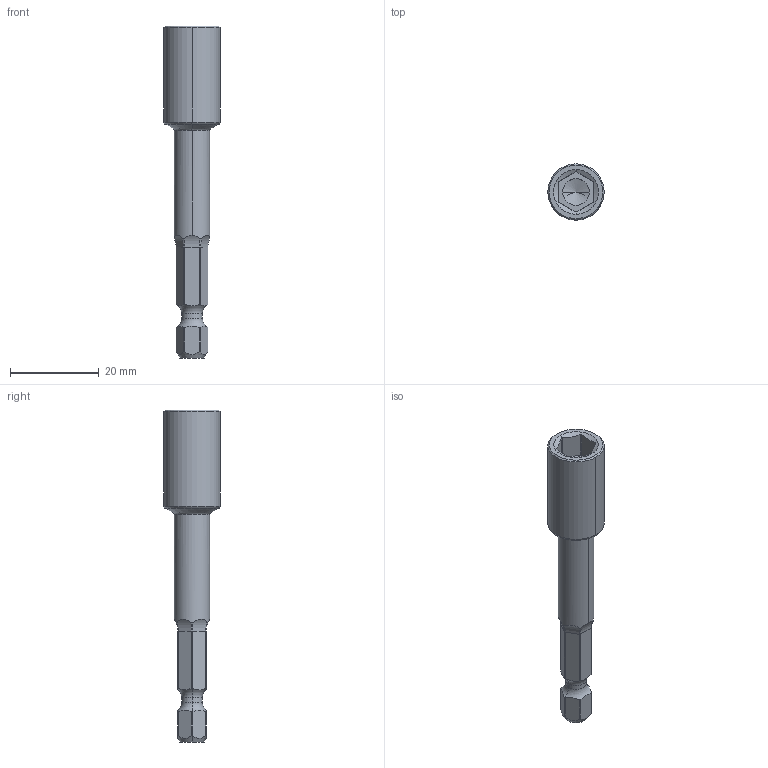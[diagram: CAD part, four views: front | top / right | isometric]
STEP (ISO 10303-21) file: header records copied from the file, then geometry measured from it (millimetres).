
FILE_DESCRIPTION((''),'2;1');
FILE_NAME('4027100108','2024-01-02T10:46:42',('a00565553'),(''),'CREO PARAMETRIC BY PTC INC, 2022414','CREO PARAMETRIC BY PTC INC, 2022414','');
FILE_SCHEMA(('CONFIG_CONTROL_DESIGN','GEOMETRIC_VALIDATION_PROPERTIES_MIM'));
Length unit declared in the file: millimetre
Products named in the file (1): 4027100108
Bounding box: 12.7 x 12.7 x 75 mm (x, y, z)
Volume: 4493.8 mm3; surface area: 2570.6 mm2
Topology: 1 solids, 1 shells, 77 faces, 194 edges, 119 vertices
Faces by surface type: cylinder 32, plane 21, torus 14, cone 10
Entity records: 2633 total; most frequent: CARTESIAN_POINT 703, DIRECTION 384, ORIENTED_EDGE 384, EDGE_CURVE 192, AXIS2_PLACEMENT_3D 159, VERTEX_POINT 119, CIRCLE 82, EDGE_LOOP 79
